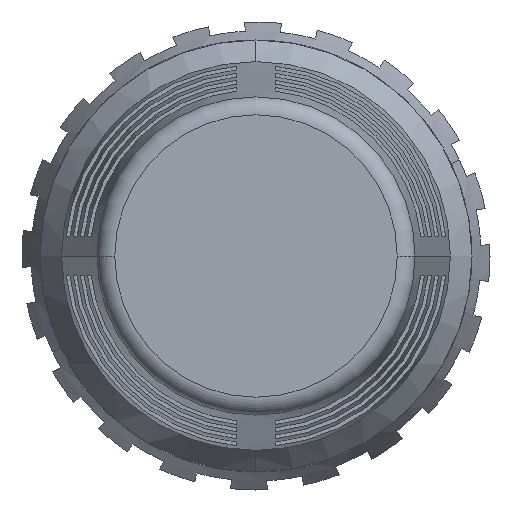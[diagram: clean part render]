
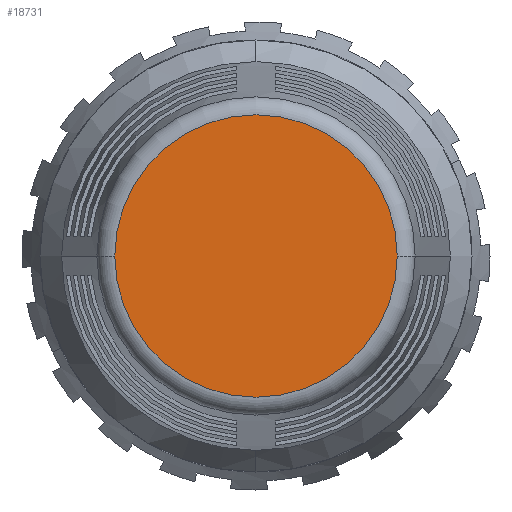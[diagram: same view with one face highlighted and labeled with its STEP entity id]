
A CAD part, front view. The second image highlights one B-rep face of the part: STEP entity #18731.
In plain terms, the highlighted planar face has unit normal (0, -1, 0).
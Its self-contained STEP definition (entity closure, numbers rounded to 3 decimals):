
#706 = CARTESIAN_POINT ( 'NONE',  ( 0., -94.977, 0. ) ) ;
#708 = DIRECTION ( 'NONE',  ( 0., -1., 0. ) ) ;
#710 = DIRECTION ( 'NONE',  ( 1., 0., 0. ) ) ;
#3006 = CARTESIAN_POINT ( 'NONE',  ( 0., -94.977, 0. ) ) ;
#3011 = PLANE ( 'NONE',  #20943 ) ;
#3014 = DIRECTION ( 'NONE',  ( 0., -1., 0. ) ) ;
#3015 = DIRECTION ( 'NONE',  ( 1., 0., 0. ) ) ;
#4181 = EDGE_CURVE ( 'NONE', #4517, #4395, #18421, .T. ) ;
#4395 = VERTEX_POINT ( 'NONE', #5782 ) ;
#4517 = VERTEX_POINT ( 'NONE', #5904 ) ;
#5782 = CARTESIAN_POINT ( 'NONE',  ( -7.845, -94.977, 0. ) ) ;
#5904 = CARTESIAN_POINT ( 'NONE',  ( 7.845, -94.977, 0. ) ) ;
#6092 = CARTESIAN_POINT ( 'NONE',  ( 0., -94.977, 0. ) ) ;
#6093 = DIRECTION ( 'NONE',  ( 0., -1., 0. ) ) ;
#6094 = DIRECTION ( 'NONE',  ( 1., 0., 0. ) ) ;
#6234 = EDGE_CURVE ( 'NONE', #4395, #4517, #18292, .T. ) ;
#8214 = EDGE_LOOP ( 'NONE', ( #19082, #19226 ) ) ;
#12012 = FACE_OUTER_BOUND ( 'NONE', #8214, .T. ) ;
#18292 = CIRCLE ( 'NONE', #19854, 7.845 ) ;
#18421 = CIRCLE ( 'NONE', #19786, 7.845 ) ;
#18731 = ADVANCED_FACE ( 'NONE', ( #12012 ), #3011, .T. ) ;
#19082 = ORIENTED_EDGE ( 'NONE', *, *, #4181, .T. ) ;
#19226 = ORIENTED_EDGE ( 'NONE', *, *, #6234, .T. ) ;
#19786 = AXIS2_PLACEMENT_3D ( 'NONE', #706, #708, #710 ) ;
#19854 = AXIS2_PLACEMENT_3D ( 'NONE', #6092, #6093, #6094 ) ;
#20943 = AXIS2_PLACEMENT_3D ( 'NONE', #3006, #3014, #3015 ) ;
